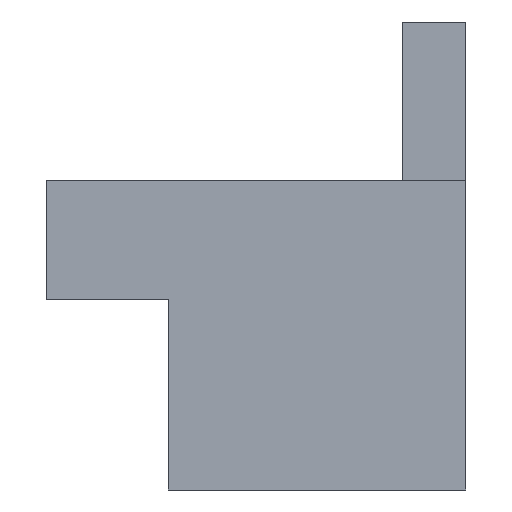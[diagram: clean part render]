
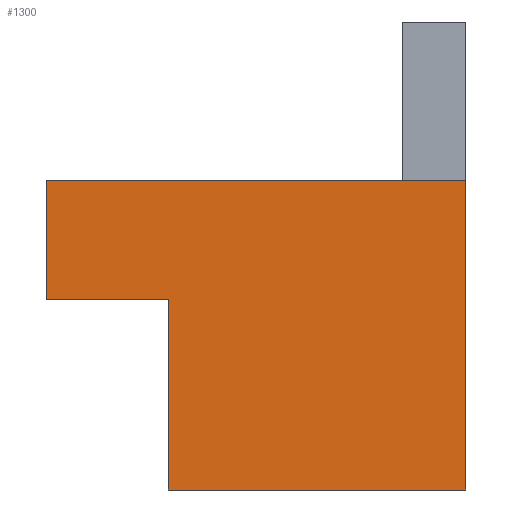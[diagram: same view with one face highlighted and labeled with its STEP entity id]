
A CAD part, front view. The second image highlights one B-rep face of the part: STEP entity #1300.
In plain terms, the highlighted planar face has unit normal (0, -1, 0).
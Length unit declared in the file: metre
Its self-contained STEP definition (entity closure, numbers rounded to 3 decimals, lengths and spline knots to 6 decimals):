
#325=ORIENTED_EDGE('',*,*,#550,.T.);
#326=ORIENTED_EDGE('',*,*,#524,.T.);
#327=ORIENTED_EDGE('',*,*,#495,.F.);
#328=ORIENTED_EDGE('',*,*,#470,.F.);
#329=ORIENTED_EDGE('',*,*,#463,.F.);
#330=ORIENTED_EDGE('',*,*,#440,.F.);
#331=ORIENTED_EDGE('',*,*,#551,.T.);
#440=EDGE_CURVE('',#610,#611,#742,.T.);
#463=EDGE_CURVE('',#611,#622,#765,.T.);
#470=EDGE_CURVE('',#622,#626,#772,.T.);
#495=EDGE_CURVE('',#626,#646,#797,.T.);
#524=EDGE_CURVE('',#656,#646,#826,.T.);
#550=EDGE_CURVE('',#675,#656,#852,.T.);
#551=EDGE_CURVE('',#610,#675,#853,.T.);
#610=VERTEX_POINT('',#1830);
#611=VERTEX_POINT('',#1832);
#622=VERTEX_POINT('',#1875);
#626=VERTEX_POINT('',#1888);
#646=VERTEX_POINT('',#1938);
#656=VERTEX_POINT('',#1981);
#675=VERTEX_POINT('',#2047);
#742=LINE('',#1831,#924);
#765=LINE('',#1874,#947);
#772=LINE('',#1887,#954);
#797=LINE('',#1937,#979);
#826=LINE('',#1994,#1008);
#852=LINE('',#2046,#1034);
#853=LINE('',#2048,#1035);
#924=VECTOR('',#1485,1.);
#947=VECTOR('',#1526,1.);
#954=VECTOR('',#1537,1.);
#979=VECTOR('',#1572,1.);
#1008=VECTOR('',#1625,1.);
#1034=VECTOR('',#1677,1.);
#1035=VECTOR('',#1678,1.);
#1102=EDGE_LOOP('',(#325,#326,#327,#328,#329,#330,#331));
#1170=FACE_BOUND('',#1102,.T.);
#1236=PLANE('',#1377);
#1300=ADVANCED_FACE('',(#1170),#1236,.T.);
#1377=AXIS2_PLACEMENT_3D('',#2045,#1675,#1676);
#1485=DIRECTION('',(-1.,0.,0.));
#1526=DIRECTION('',(0.,0.,1.));
#1537=DIRECTION('',(-1.,0.,0.));
#1572=DIRECTION('',(0.,0.,1.));
#1625=DIRECTION('',(-1.,0.,0.));
#1675=DIRECTION('',(0.,-1.,0.));
#1676=DIRECTION('',(0.,0.,1.));
#1677=DIRECTION('',(-1.,0.,0.));
#1678=DIRECTION('',(0.,0.,1.));
#1830=CARTESIAN_POINT('',(0.03495,0.01975,-0.0433));
#1831=CARTESIAN_POINT('',(0.03395,0.01975,-0.0433));
#1832=CARTESIAN_POINT('',(0.02045,0.01975,-0.0433));
#1874=CARTESIAN_POINT('',(0.02045,0.01975,-0.040975));
#1875=CARTESIAN_POINT('',(0.02045,0.01975,-0.034));
#1887=CARTESIAN_POINT('',(0.024725,0.01975,-0.034));
#1888=CARTESIAN_POINT('',(0.0145,0.01975,-0.034));
#1937=CARTESIAN_POINT('',(0.0145,0.01975,-0.0311));
#1938=CARTESIAN_POINT('',(0.0145,0.01975,-0.0282));
#1981=CARTESIAN_POINT('',(0.03185,0.01975,-0.0282));
#1994=CARTESIAN_POINT('',(0.03395,0.01975,-0.0282));
#2045=CARTESIAN_POINT('',(0.03395,0.01975,-0.0433));
#2046=CARTESIAN_POINT('',(0.03395,0.01975,-0.0282));
#2047=CARTESIAN_POINT('',(0.03495,0.01975,-0.0282));
#2048=CARTESIAN_POINT('',(0.03495,0.01975,-0.0433));
